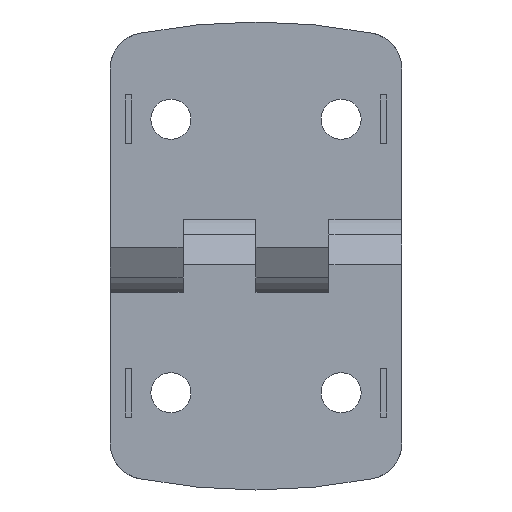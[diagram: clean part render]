
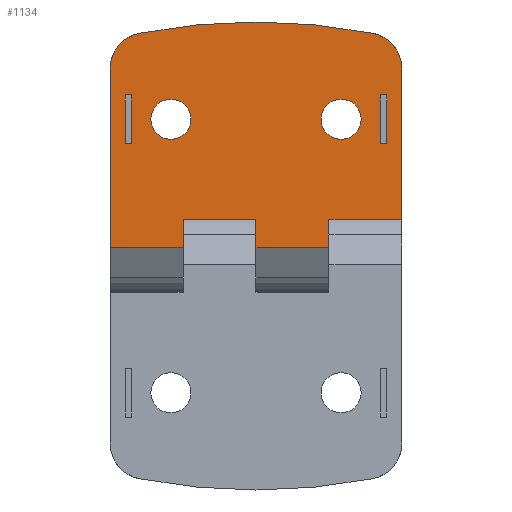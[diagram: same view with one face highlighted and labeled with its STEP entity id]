
A CAD part, left-side view. The second image highlights one B-rep face of the part: STEP entity #1134.
In plain terms, the highlighted planar face has unit normal (-1, 0, 0).
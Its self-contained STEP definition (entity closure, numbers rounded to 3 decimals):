
#122=CARTESIAN_POINT('',(0.0,-21.5,18.5));
#123=VERTEX_POINT('',#122);
#130=CARTESIAN_POINT('',(0.0,-21.5,26.5));
#131=VERTEX_POINT('',#130);
#132=CARTESIAN_POINT('',(0.0,-21.5,26.5));
#133=DIRECTION('',(0.0,0.0,-1.0));
#134=VECTOR('',#133,8.);
#135=LINE('',#132,#134);
#136=EDGE_CURVE('',#131,#123,#135,.T.);
#160=CARTESIAN_POINT('',(0.0,-20.5,18.5));
#161=VERTEX_POINT('',#160);
#168=CARTESIAN_POINT('',(0.0,-21.5,18.5));
#169=DIRECTION('',(0.0,1.0,0.0));
#170=VECTOR('',#169,1.);
#171=LINE('',#168,#170);
#172=EDGE_CURVE('',#123,#161,#171,.T.);
#191=CARTESIAN_POINT('',(0.0,-20.5,26.5));
#192=VERTEX_POINT('',#191);
#199=CARTESIAN_POINT('',(0.0,-20.5,18.5));
#200=DIRECTION('',(0.0,0.0,1.0));
#201=VECTOR('',#200,8.);
#202=LINE('',#199,#201);
#203=EDGE_CURVE('',#161,#192,#202,.T.);
#221=CARTESIAN_POINT('',(0.0,-20.5,26.5));
#222=DIRECTION('',(0.0,-1.0,0.0));
#223=VECTOR('',#222,1.);
#224=LINE('',#221,#223);
#225=EDGE_CURVE('',#192,#131,#224,.T.);
#258=CARTESIAN_POINT('',(0.0,21.5,18.5));
#259=VERTEX_POINT('',#258);
#266=CARTESIAN_POINT('',(0.0,20.5,18.5));
#267=VERTEX_POINT('',#266);
#268=CARTESIAN_POINT('',(0.0,20.5,18.5));
#269=DIRECTION('',(0.0,1.0,0.0));
#270=VECTOR('',#269,1.);
#271=LINE('',#268,#270);
#272=EDGE_CURVE('',#267,#259,#271,.T.);
#296=CARTESIAN_POINT('',(0.0,21.5,26.5));
#297=VERTEX_POINT('',#296);
#304=CARTESIAN_POINT('',(0.0,21.5,18.5));
#305=DIRECTION('',(0.0,0.0,1.0));
#306=VECTOR('',#305,8.);
#307=LINE('',#304,#306);
#308=EDGE_CURVE('',#259,#297,#307,.T.);
#327=CARTESIAN_POINT('',(0.0,20.5,26.5));
#328=VERTEX_POINT('',#327);
#335=CARTESIAN_POINT('',(0.0,21.5,26.5));
#336=DIRECTION('',(0.0,-1.0,0.0));
#337=VECTOR('',#336,1.);
#338=LINE('',#335,#337);
#339=EDGE_CURVE('',#297,#328,#338,.T.);
#357=CARTESIAN_POINT('',(0.0,20.5,26.5));
#358=DIRECTION('',(0.0,0.0,-1.0));
#359=VECTOR('',#358,8.);
#360=LINE('',#357,#359);
#361=EDGE_CURVE('',#328,#267,#360,.T.);
#450=CARTESIAN_POINT('',(0.0,0.0,6.));
#451=VERTEX_POINT('',#450);
#458=CARTESIAN_POINT('',(0.0,12.,6.));
#459=VERTEX_POINT('',#458);
#460=CARTESIAN_POINT('',(0.0,12.,6.));
#461=DIRECTION('',(0.0,-1.0,0.0));
#462=VECTOR('',#461,12.);
#463=LINE('',#460,#462);
#464=EDGE_CURVE('',#459,#451,#463,.T.);
#489=CARTESIAN_POINT('',(0.0,12.,1.415));
#490=VERTEX_POINT('',#489);
#491=CARTESIAN_POINT('',(0.0,12.,1.415));
#492=DIRECTION('',(0.0,0.0,1.0));
#493=VECTOR('',#492,4.585);
#494=LINE('',#491,#493);
#495=EDGE_CURVE('',#490,#459,#494,.T.);
#556=CARTESIAN_POINT('',(0.0,0.0,1.415));
#557=VERTEX_POINT('',#556);
#564=CARTESIAN_POINT('',(0.0,0.0,6.));
#565=DIRECTION('',(0.0,0.0,-1.0));
#566=VECTOR('',#565,4.585);
#567=LINE('',#564,#566);
#568=EDGE_CURVE('',#451,#557,#567,.T.);
#741=CARTESIAN_POINT('',(0.0,24.,1.415));
#742=VERTEX_POINT('',#741);
#743=CARTESIAN_POINT('',(0.0,12.,1.415));
#744=DIRECTION('',(0.0,1.0,0.0));
#745=VECTOR('',#744,12.);
#746=LINE('',#743,#745);
#747=EDGE_CURVE('',#490,#742,#746,.T.);
#764=CARTESIAN_POINT('',(0.0,-24.,6.));
#765=VERTEX_POINT('',#764);
#774=CARTESIAN_POINT('',(0.0,-12.,6.));
#775=VERTEX_POINT('',#774);
#776=CARTESIAN_POINT('',(0.0,-12.,6.));
#777=DIRECTION('',(0.0,-1.0,0.0));
#778=VECTOR('',#777,12.);
#779=LINE('',#776,#778);
#780=EDGE_CURVE('',#775,#765,#779,.T.);
#806=CARTESIAN_POINT('',(0.0,-12.,1.415));
#807=VERTEX_POINT('',#806);
#831=CARTESIAN_POINT('',(0.0,-12.,1.415));
#832=DIRECTION('',(0.0,0.0,1.0));
#833=VECTOR('',#832,4.585);
#834=LINE('',#831,#833);
#835=EDGE_CURVE('',#807,#775,#834,.T.);
#857=CARTESIAN_POINT('',(0.0,-24.,30.761));
#858=VERTEX_POINT('',#857);
#865=CARTESIAN_POINT('',(0.0,-24.,6.));
#866=DIRECTION('',(0.0,0.0,1.0));
#867=VECTOR('',#866,24.761);
#868=LINE('',#865,#867);
#869=EDGE_CURVE('',#765,#858,#868,.T.);
#953=CARTESIAN_POINT('',(0.0,-12.,1.415));
#954=DIRECTION('',(0.0,1.0,0.0));
#955=VECTOR('',#954,12.);
#956=LINE('',#953,#955);
#957=EDGE_CURVE('',#807,#557,#956,.T.);
#1035=CARTESIAN_POINT('',(0.0,24.,30.761));
#1036=VERTEX_POINT('',#1035);
#1037=CARTESIAN_POINT('',(0.0,24.,30.761));
#1038=DIRECTION('',(0.0,0.0,-1.0));
#1039=VECTOR('',#1038,29.345);
#1040=LINE('',#1037,#1039);
#1041=EDGE_CURVE('',#1036,#742,#1040,.T.);
#1059=CARTESIAN_POINT('',(0.0,0.0,38.5));
#1060=DIRECTION('',(-1.0,0.0,0.0));
#1061=DIRECTION('',(0.0,0.0,1.0));
#1062=AXIS2_PLACEMENT_3D('',#1059,#1060,#1061);
#1063=PLANE('',#1062);
#1064=ORIENTED_EDGE('',*,*,#568,.T.);
#1065=ORIENTED_EDGE('',*,*,#957,.F.);
#1066=ORIENTED_EDGE('',*,*,#835,.T.);
#1067=ORIENTED_EDGE('',*,*,#780,.T.);
#1068=ORIENTED_EDGE('',*,*,#869,.T.);
#1069=CARTESIAN_POINT('',(0.0,-19.149,36.649));
#1070=VERTEX_POINT('',#1069);
#1071=CARTESIAN_POINT('',(0.0,-18.,30.761));
#1072=DIRECTION('',(-1.0,0.0,0.0));
#1073=DIRECTION('',(0.0,-0.191,0.981));
#1074=AXIS2_PLACEMENT_3D('',#1071,#1072,#1073);
#1075=CIRCLE('',#1074,6.);
#1076=EDGE_CURVE('',#858,#1070,#1075,.T.);
#1077=ORIENTED_EDGE('',*,*,#1076,.T.);
#1078=CARTESIAN_POINT('',(0.0,19.149,36.649));
#1079=VERTEX_POINT('',#1078);
#1080=CARTESIAN_POINT('',(0.0,0.,-61.5));
#1081=DIRECTION('',(-1.0,0.0,0.0));
#1082=DIRECTION('',(0.0,0.191,0.981));
#1083=AXIS2_PLACEMENT_3D('',#1080,#1081,#1082);
#1084=CIRCLE('',#1083,100.);
#1085=EDGE_CURVE('',#1070,#1079,#1084,.T.);
#1086=ORIENTED_EDGE('',*,*,#1085,.T.);
#1087=CARTESIAN_POINT('',(0.0,18.,30.761));
#1088=DIRECTION('',(-1.0,0.0,0.0));
#1089=DIRECTION('',(0.0,1.0,0.));
#1090=AXIS2_PLACEMENT_3D('',#1087,#1088,#1089);
#1091=CIRCLE('',#1090,6.);
#1092=EDGE_CURVE('',#1079,#1036,#1091,.T.);
#1093=ORIENTED_EDGE('',*,*,#1092,.T.);
#1094=ORIENTED_EDGE('',*,*,#1041,.T.);
#1095=ORIENTED_EDGE('',*,*,#747,.F.);
#1096=ORIENTED_EDGE('',*,*,#495,.T.);
#1097=ORIENTED_EDGE('',*,*,#464,.T.);
#1098=EDGE_LOOP('',(#1064,#1065,#1066,#1067,#1068,#1077,#1086,#1093,#1094,#1095,#1096,#1097));
#1099=FACE_OUTER_BOUND('',#1098,.T.);
#1100=ORIENTED_EDGE('',*,*,#136,.T.);
#1101=ORIENTED_EDGE('',*,*,#172,.T.);
#1102=ORIENTED_EDGE('',*,*,#203,.T.);
#1103=ORIENTED_EDGE('',*,*,#225,.T.);
#1104=EDGE_LOOP('',(#1100,#1101,#1102,#1103));
#1105=FACE_BOUND('',#1104,.T.);
#1106=ORIENTED_EDGE('',*,*,#272,.T.);
#1107=ORIENTED_EDGE('',*,*,#308,.T.);
#1108=ORIENTED_EDGE('',*,*,#339,.T.);
#1109=ORIENTED_EDGE('',*,*,#361,.T.);
#1110=EDGE_LOOP('',(#1106,#1107,#1108,#1109));
#1111=FACE_BOUND('',#1110,.T.);
#1112=CARTESIAN_POINT('',(0.0,17.3,22.5));
#1113=VERTEX_POINT('',#1112);
#1114=CARTESIAN_POINT('',(0.0,14.,22.5));
#1115=DIRECTION('',(1.0,0.0,0.0));
#1116=DIRECTION('',(0.0,1.0,0.0));
#1117=AXIS2_PLACEMENT_3D('',#1114,#1115,#1116);
#1118=CIRCLE('',#1117,3.3);
#1119=EDGE_CURVE('',#1113,#1113,#1118,.T.);
#1120=ORIENTED_EDGE('',*,*,#1119,.T.);
#1121=EDGE_LOOP('',(#1120));
#1122=FACE_BOUND('',#1121,.T.);
#1123=CARTESIAN_POINT('',(0.0,-17.3,22.5));
#1124=VERTEX_POINT('',#1123);
#1125=CARTESIAN_POINT('',(0.0,-14.,22.5));
#1126=DIRECTION('',(1.0,0.0,0.0));
#1127=DIRECTION('',(0.0,-1.0,0.0));
#1128=AXIS2_PLACEMENT_3D('',#1125,#1126,#1127);
#1129=CIRCLE('',#1128,3.3);
#1130=EDGE_CURVE('',#1124,#1124,#1129,.T.);
#1131=ORIENTED_EDGE('',*,*,#1130,.T.);
#1132=EDGE_LOOP('',(#1131));
#1133=FACE_BOUND('',#1132,.T.);
#1134=ADVANCED_FACE('',(#1099,#1105,#1111,#1122,#1133),#1063,.T.);
